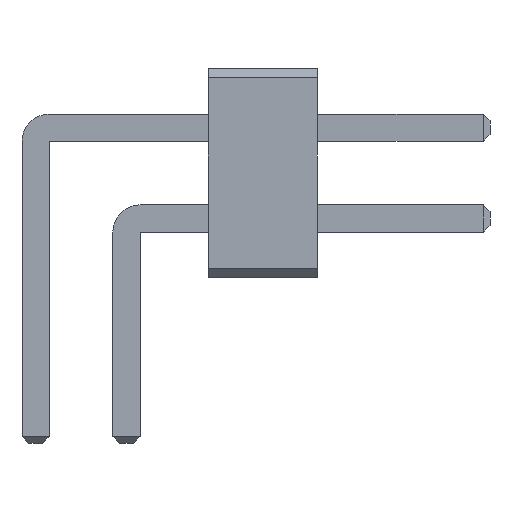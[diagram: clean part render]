
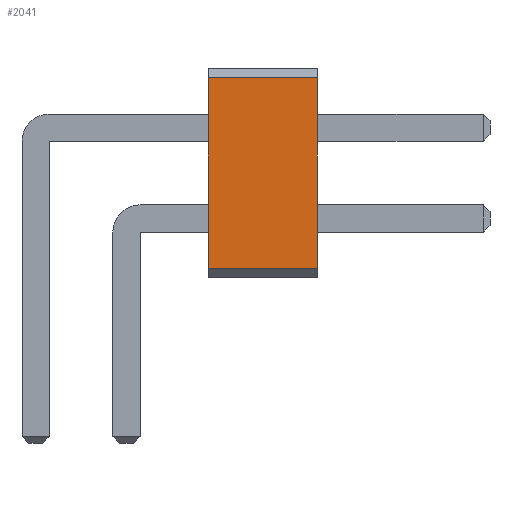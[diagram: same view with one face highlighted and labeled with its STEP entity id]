
A CAD part, front view. The second image highlights one B-rep face of the part: STEP entity #2041.
In plain terms, the highlighted planar face has unit normal (0, -1, 0).
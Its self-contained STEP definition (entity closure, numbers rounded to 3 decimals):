
#13=DIRECTION('',(0.,0.,1.));
#27=VECTOR('',#28,1.);
#28=DIRECTION('',(1.,0.,0.));
#57=DIRECTION('',(0.,-1.,0.));
#2028=VERTEX_POINT('',#2029);
#2029=CARTESIAN_POINT('',(3.1,-34.5,0.1));
#2032=EDGE_CURVE('',#2033,#2028,#2035,.T.);
#2033=VERTEX_POINT('',#2034);
#2034=CARTESIAN_POINT('',(1.9,-34.5,0.1));
#2035=LINE('',#2034,#27);
#2041=ADVANCED_FACE('',(#2042),#2059,.T.);
#2042=FACE_BOUND('',#2043,.T.);
#2043=EDGE_LOOP('',(#2044,#2045,#2051,#2056));
#2044=ORIENTED_EDGE('',*,*,#2032,.T.);
#2045=ORIENTED_EDGE('',*,*,#2046,.T.);
#2046=EDGE_CURVE('',#2028,#2047,#2049,.T.);
#2047=VERTEX_POINT('',#2048);
#2048=CARTESIAN_POINT('',(3.1,-34.5,2.2));
#2049=LINE('',#2029,#2050);
#2050=VECTOR('',#13,1.);
#2051=ORIENTED_EDGE('',*,*,#2052,.F.);
#2052=EDGE_CURVE('',#2053,#2047,#2055,.T.);
#2053=VERTEX_POINT('',#2054);
#2054=CARTESIAN_POINT('',(1.9,-34.5,2.2));
#2055=LINE('',#2054,#27);
#2056=ORIENTED_EDGE('',*,*,#2057,.F.);
#2057=EDGE_CURVE('',#2033,#2053,#2058,.T.);
#2058=LINE('',#2034,#2050);
#2059=PLANE('',#2060);
#2060=AXIS2_PLACEMENT_3D('',#2034,#57,#13);
